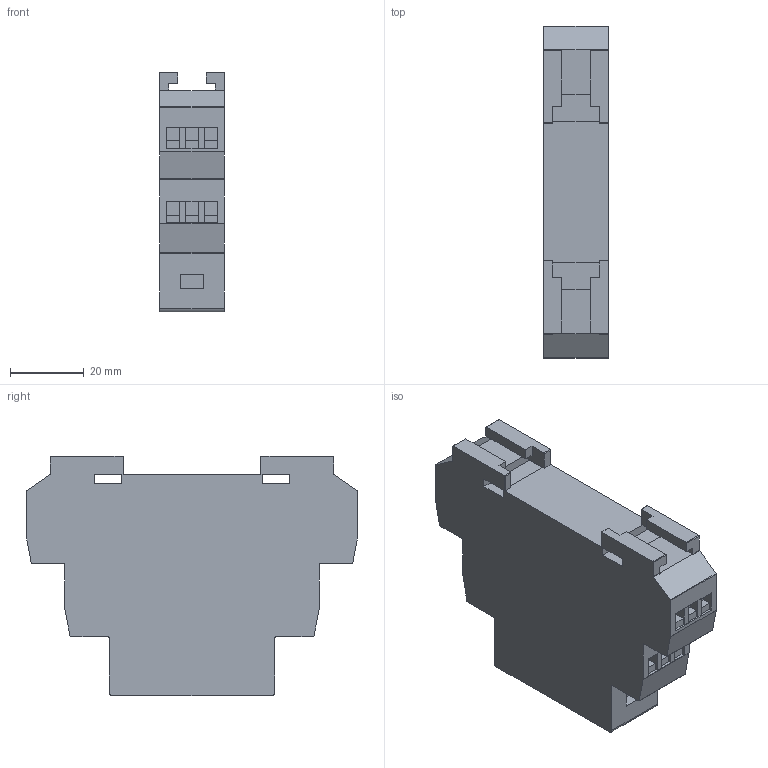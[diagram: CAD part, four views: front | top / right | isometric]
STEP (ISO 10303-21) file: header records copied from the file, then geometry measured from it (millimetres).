
FILE_DESCRIPTION (( 'STEP AP203' ), '1' );
FILE_NAME ('3D 斁麧錪 PCR-T2-8A.STEP', '2026-02-12T15:56:35', ( '' ), ( '' ), 'SwSTEP 2.0', 'SolidWorks 2024', '' );
FILE_SCHEMA (( 'CONFIG_CONTROL_DESIGN' ));
Products named in the file (1): 3D модель PCR-T2-8A
Bounding box: 17.6 x 90 x 65 mm (x, y, z)
Volume: 73715.1 mm3; surface area: 16356.1 mm2
Topology: 1 solids, 1 shells, 1536 faces, 4026 edges, 2679 vertices
Faces by surface type: plane 1017, bspline 417, cylinder 102
Entity records: 80887 total; most frequent: CARTESIAN_POINT 45576, ORIENTED_EDGE 8052, DIRECTION 5615, EDGE_CURVE 4026, VECTOR 2995, LINE 2995, VERTEX_POINT 2679, EDGE_LOOP 1731
